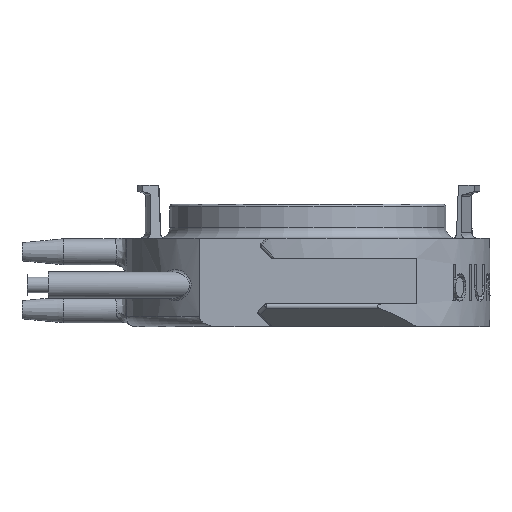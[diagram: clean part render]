
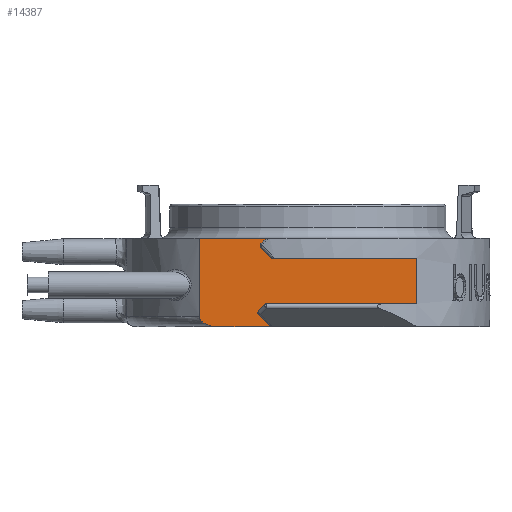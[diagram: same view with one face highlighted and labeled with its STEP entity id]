
A CAD part, top view. The second image highlights one B-rep face of the part: STEP entity #14387.
In plain terms, the highlighted planar face has unit normal (0, 0, 1).
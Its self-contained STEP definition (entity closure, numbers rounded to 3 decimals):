
#166=ELLIPSE('',#15278,0.79,0.5);
#182=(
BOUNDED_CURVE()
B_SPLINE_CURVE(2,(#21226,#21227,#21228),.UNSPECIFIED.,.F.,.F.)
B_SPLINE_CURVE_WITH_KNOTS((3,3),(3.83,4.705),
 .UNSPECIFIED.)
CURVE()
GEOMETRIC_REPRESENTATION_ITEM()
RATIONAL_B_SPLINE_CURVE((1.,1.,1.))
REPRESENTATION_ITEM('')
);
#197=PLANE('',#15277);
#385=LINE('',#20311,#1333);
#386=LINE('',#21212,#1334);
#387=LINE('',#21216,#1335);
#388=LINE('',#21220,#1336);
#389=LINE('',#21224,#1337);
#390=LINE('',#21230,#1338);
#391=LINE('',#21234,#1339);
#392=LINE('',#21238,#1340);
#393=LINE('',#21239,#1341);
#1333=VECTOR('',#15802,10.);
#1334=VECTOR('',#15811,10.);
#1335=VECTOR('',#15814,10.);
#1336=VECTOR('',#15817,10.);
#1337=VECTOR('',#15820,10.);
#1338=VECTOR('',#15821,10.);
#1339=VECTOR('',#15824,10.);
#1340=VECTOR('',#15827,10.);
#1341=VECTOR('',#15828,10.);
#2886=FACE_OUTER_BOUND('',#3743,.T.);
#3743=EDGE_LOOP('',(#10187,#10188,#10189,#10190,#10191,#10192,#10193,#10194,
#10195,#10196,#10197,#10198,#10199,#10200,#10201,#10202));
#4789=B_SPLINE_CURVE_WITH_KNOTS('',3,(#21200,#21201,#21202,#21203,#21204,
#21205,#21206,#21207,#21208,#21209),.UNSPECIFIED.,.F.,.F.,(4,2,2,2,4),(1.366,
1.53,1.645,1.727,1.788),
 .UNSPECIFIED.);
#5826=CIRCLE('',#15279,0.5);
#5827=CIRCLE('',#15280,0.5);
#5828=CIRCLE('',#15281,0.5);
#5829=CIRCLE('',#15282,0.5);
#6011=VERTEX_POINT('',#20308);
#6012=VERTEX_POINT('',#20310);
#6166=VERTEX_POINT('',#21198);
#6167=VERTEX_POINT('',#21211);
#6168=VERTEX_POINT('',#21213);
#6169=VERTEX_POINT('',#21215);
#6170=VERTEX_POINT('',#21217);
#6171=VERTEX_POINT('',#21219);
#6172=VERTEX_POINT('',#21221);
#6173=VERTEX_POINT('',#21223);
#6174=VERTEX_POINT('',#21225);
#6175=VERTEX_POINT('',#21229);
#6176=VERTEX_POINT('',#21231);
#6177=VERTEX_POINT('',#21233);
#6178=VERTEX_POINT('',#21235);
#6179=VERTEX_POINT('',#21237);
#7585=EDGE_CURVE('',#6011,#6012,#385,.F.);
#7741=EDGE_CURVE('',#6166,#6011,#4789,.T.);
#7742=EDGE_CURVE('',#6167,#6166,#386,.T.);
#7743=EDGE_CURVE('',#6167,#6168,#166,.T.);
#7744=EDGE_CURVE('',#6169,#6168,#387,.T.);
#7745=EDGE_CURVE('',#6170,#6169,#5826,.F.);
#7746=EDGE_CURVE('',#6171,#6170,#388,.T.);
#7747=EDGE_CURVE('',#6172,#6171,#5827,.F.);
#7748=EDGE_CURVE('',#6172,#6173,#389,.F.);
#7749=EDGE_CURVE('',#6174,#6173,#182,.T.);
#7750=EDGE_CURVE('',#6174,#6175,#390,.T.);
#7751=EDGE_CURVE('',#6176,#6175,#5828,.F.);
#7752=EDGE_CURVE('',#6177,#6176,#391,.T.);
#7753=EDGE_CURVE('',#6178,#6177,#5829,.F.);
#7754=EDGE_CURVE('',#6178,#6179,#392,.F.);
#7755=EDGE_CURVE('',#6012,#6179,#393,.T.);
#10187=ORIENTED_EDGE('',*,*,#7741,.F.);
#10188=ORIENTED_EDGE('',*,*,#7742,.F.);
#10189=ORIENTED_EDGE('',*,*,#7743,.T.);
#10190=ORIENTED_EDGE('',*,*,#7744,.F.);
#10191=ORIENTED_EDGE('',*,*,#7745,.F.);
#10192=ORIENTED_EDGE('',*,*,#7746,.F.);
#10193=ORIENTED_EDGE('',*,*,#7747,.F.);
#10194=ORIENTED_EDGE('',*,*,#7748,.T.);
#10195=ORIENTED_EDGE('',*,*,#7749,.F.);
#10196=ORIENTED_EDGE('',*,*,#7750,.T.);
#10197=ORIENTED_EDGE('',*,*,#7751,.F.);
#10198=ORIENTED_EDGE('',*,*,#7752,.F.);
#10199=ORIENTED_EDGE('',*,*,#7753,.F.);
#10200=ORIENTED_EDGE('',*,*,#7754,.T.);
#10201=ORIENTED_EDGE('',*,*,#7755,.F.);
#10202=ORIENTED_EDGE('',*,*,#7585,.F.);
#14387=ADVANCED_FACE('',(#2886),#197,.F.);
#15277=AXIS2_PLACEMENT_3D('',#21210,#15809,#15810);
#15278=AXIS2_PLACEMENT_3D('',#21214,#15812,#15813);
#15279=AXIS2_PLACEMENT_3D('',#21218,#15815,#15816);
#15280=AXIS2_PLACEMENT_3D('',#21222,#15818,#15819);
#15281=AXIS2_PLACEMENT_3D('',#21232,#15822,#15823);
#15282=AXIS2_PLACEMENT_3D('',#21236,#15825,#15826);
#15802=DIRECTION('',(0.001,-1.,0.));
#15809=DIRECTION('center_axis',(0.,0.,-1.));
#15810=DIRECTION('ref_axis',(0.,1.,0.));
#15811=DIRECTION('',(-1.,0.,0.));
#15812=DIRECTION('center_axis',(0.,0.,-1.));
#15813=DIRECTION('ref_axis',(0.707,-0.707,0.));
#15814=DIRECTION('',(0.707,-0.707,0.));
#15815=DIRECTION('center_axis',(0.,0.,-1.));
#15816=DIRECTION('ref_axis',(-1.,0.,0.));
#15817=DIRECTION('',(-0.707,-0.707,0.));
#15818=DIRECTION('center_axis',(0.,0.,-1.));
#15819=DIRECTION('ref_axis',(-0.383,0.924,0.));
#15820=DIRECTION('',(-1.,0.,0.));
#15821=DIRECTION('',(-1.,0.,0.));
#15822=DIRECTION('center_axis',(0.,0.,-1.));
#15823=DIRECTION('ref_axis',(-0.383,-0.924,0.));
#15824=DIRECTION('',(0.707,-0.707,0.));
#15825=DIRECTION('center_axis',(0.,0.,-1.));
#15826=DIRECTION('ref_axis',(-1.,0.,0.));
#15827=DIRECTION('',(-0.707,-0.707,0.));
#15828=DIRECTION('',(1.,0.,0.));
#20308=CARTESIAN_POINT('',(-21.38,-5.027,28.134));
#20310=CARTESIAN_POINT('',(-21.399,9.973,28.134));
#20311=CARTESIAN_POINT('',(-21.388,1.478,28.134));
#21198=CARTESIAN_POINT('',(-17.806,-7.027,28.134));
#21200=CARTESIAN_POINT('Ctrl Pts',(-17.806,-7.027,
28.134));
#21201=CARTESIAN_POINT('Ctrl Pts',(-18.354,-7.027,
28.134));
#21202=CARTESIAN_POINT('Ctrl Pts',(-19.006,-6.951,
28.134));
#21203=CARTESIAN_POINT('Ctrl Pts',(-19.899,-6.687,
28.134));
#21204=CARTESIAN_POINT('Ctrl Pts',(-20.322,-6.502,
28.134));
#21205=CARTESIAN_POINT('Ctrl Pts',(-20.853,-6.117,28.134));
#21206=CARTESIAN_POINT('Ctrl Pts',(-21.082,-5.885,28.134));
#21207=CARTESIAN_POINT('Ctrl Pts',(-21.312,-5.468,
28.134));
#21208=CARTESIAN_POINT('Ctrl Pts',(-21.379,-5.232,
28.134));
#21209=CARTESIAN_POINT('Ctrl Pts',(-21.38,-5.027,28.134));
#21210=CARTESIAN_POINT('Origin',(0.,-2.644,28.134));
#21211=CARTESIAN_POINT('',(-7.364,-7.027,28.134));
#21212=CARTESIAN_POINT('',(-0.274,-7.027,28.134));
#21213=CARTESIAN_POINT('',(-8.,-6.72,28.134));
#21214=CARTESIAN_POINT('Origin',(-7.647,-6.366,28.134));
#21215=CARTESIAN_POINT('',(-9.995,-4.725,28.134));
#21216=CARTESIAN_POINT('',(-6.807,-7.913,28.134));
#21217=CARTESIAN_POINT('',(-9.995,-4.018,28.134));
#21218=CARTESIAN_POINT('Origin',(-9.642,-4.371,28.134));
#21219=CARTESIAN_POINT('',(-8.768,-2.79,28.134));
#21220=CARTESIAN_POINT('',(-6.466,-0.488,28.134));
#21221=CARTESIAN_POINT('',(-8.414,-2.644,28.134));
#21222=CARTESIAN_POINT('Origin',(-8.414,-3.144,28.134));
#21223=CARTESIAN_POINT('',(20.288,-2.644,28.134));
#21224=CARTESIAN_POINT('',(0.,-2.644,28.134));
#21225=CARTESIAN_POINT('',(20.3,6.106,28.134));
#21226=CARTESIAN_POINT('Ctrl Pts',(20.3,6.106,28.134));
#21227=CARTESIAN_POINT('Ctrl Pts',(20.294,1.73,28.134));
#21228=CARTESIAN_POINT('Ctrl Pts',(20.288,-2.644,28.134));
#21229=CARTESIAN_POINT('',(-7.274,6.106,28.134));
#21230=CARTESIAN_POINT('',(0.,6.106,28.134));
#21231=CARTESIAN_POINT('',(-7.627,6.253,28.134));
#21232=CARTESIAN_POINT('Origin',(-7.274,6.606,28.134));
#21233=CARTESIAN_POINT('',(-9.55,8.175,28.134));
#21234=CARTESIAN_POINT('',(-4.662,3.288,28.134));
#21235=CARTESIAN_POINT('',(-9.55,8.883,28.134));
#21236=CARTESIAN_POINT('Origin',(-9.196,8.529,28.134));
#21237=CARTESIAN_POINT('',(-8.46,9.973,28.134));
#21238=CARTESIAN_POINT('',(-11.307,7.125,28.134));
#21239=CARTESIAN_POINT('',(-0.274,9.973,28.134));
